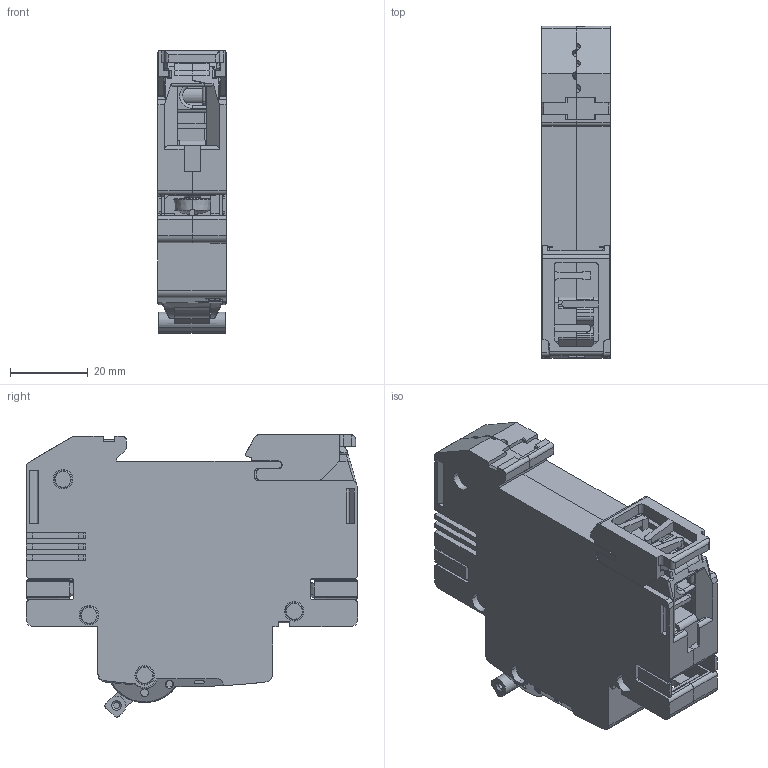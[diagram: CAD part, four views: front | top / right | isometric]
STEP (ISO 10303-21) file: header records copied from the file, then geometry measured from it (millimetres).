
FILE_DESCRIPTION((''),'2;1');
FILE_NAME('002141501_ETIMAT_6_1P_ASM','2022-07-14T08:39:11',('klemen.sitar'),('Audax d.o.o.'),'CREO PARAMETRIC BY PTC INC, 2021304','CREO PARAMETRIC BY PTC INC, 2021304','');
FILE_SCHEMA(('AP242_MANAGED_MODEL_BASED_3D_ENGINEERING_MIM_LF { 1 0 10303 442 1 1 4 }'));
Products named in the file (21): 0000001479_1_1; 0000001493_1_1; 0000001439_1_1; 0000001446_1-151515_1; 0000000470_1_1; 0000001499_1_1; 0000001444_ASM_1_ASM_1_ASM; 0000001458_1-176421_1; 0000001425_ASM_1_ASM_1_ASM; 0000000326_AF0_1_1; 0000000326_AF1_1_1; 0000000326_AF2_1_1; 0000000326_AF3_1_1; 0000000330_AF0_1_1; 0000001562_1-240034_1; PRT0001_1; H7_11MM_USED_FOR_ETIMAT_1_1; H7_11MM_USED_FOR_ETIMAT_1_2; H7_11MM_USED_FOR_ETIMAT_1_3; H7_11MM_USED_FOR_ETIMAT_1_ASM; 002141501_ETIMAT_6_1P_ASM
Assembly tree (22 placements, depth 3):
  002141501_ETIMAT_6_1P_ASM
    0000001479_1_1
    0000001493_1_1
    0000001439_1_1
    0000001444_ASM_1_ASM_1_ASM
      0000001446_1-151515_1
      0000000470_1_1
      0000001499_1_1
    0000001425_ASM_1_ASM_1_ASM
      0000001458_1-176421_1
      0000000470_1_1
      0000001499_1_1
    0000000326_AF0_1_1
    0000000326_AF1_1_1
    0000000326_AF2_1_1
    0000000326_AF3_1_1
    0000000330_AF0_1_1
    0000001562_1-240034_1
    PRT0001_1
    H7_11MM_USED_FOR_ETIMAT_1_ASM
      H7_11MM_USED_FOR_ETIMAT_1_1
      H7_11MM_USED_FOR_ETIMAT_1_2
      H7_11MM_USED_FOR_ETIMAT_1_3
Bounding box: 17.6 x 85.4 x 72.63 mm (x, y, z)
Volume: 31769.2 mm3; surface area: 42318.2 mm2
Topology: 19 solids, 23 shells, 2976 faces, 8612 edges, 5844 vertices
Faces by surface type: plane 2319, cylinder 476, torus 82, cone 56, bspline 20, extrusion 17, sphere 6
Entity records: 130022 total; most frequent: CARTESIAN_POINT 22071, ORIENTED_EDGE 16028, DIRECTION 15815, PRESENTATION_STYLE_ASSIGNMENT 8163, STYLED_ITEM 8163, EDGE_CURVE 8018, CURVE_STYLE 7874, VECTOR 6591
